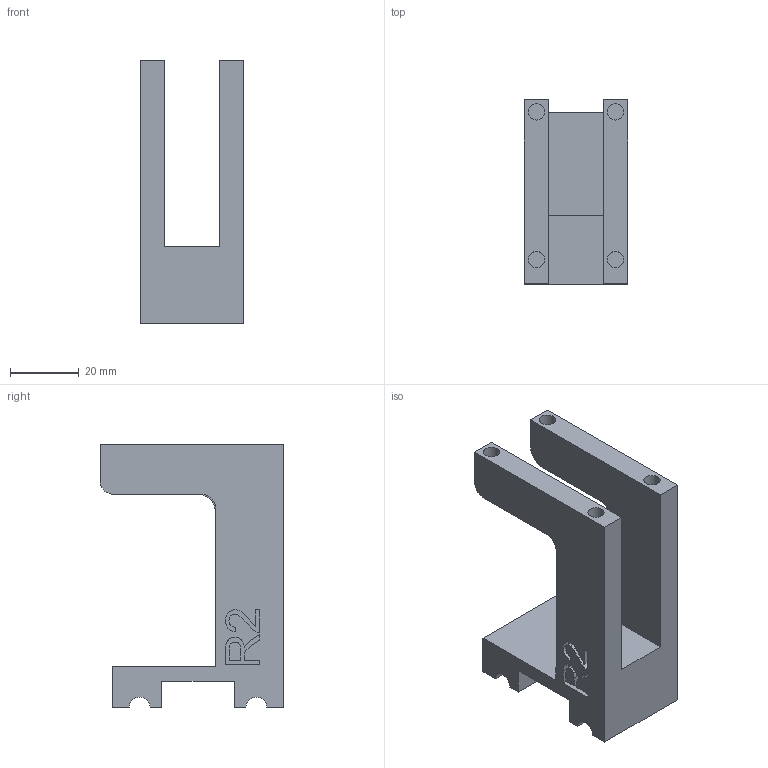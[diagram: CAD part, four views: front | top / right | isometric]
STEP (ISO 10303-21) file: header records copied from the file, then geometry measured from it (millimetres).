
FILE_DESCRIPTION(/* description */ (''),/* implementation_level */ '2;1');
FILE_NAME(/* name */ 'edge-spout-mounts.step',/* time_stamp */ '2025-07-29T13:26:44-04:00',/* author */ (''),/* organization */ (''),/* preprocessor_version */ 'ST-DEVELOPER v20.1',/* originating_system */ 'Autodesk Translation Framework v14.10.0.0',/* authorisation */ '');
FILE_SCHEMA (('AUTOMOTIVE_DESIGN { 1 0 10303 214 3 1 1 }'));
Length unit declared in the file: inch
Products named in the file (1): 2025-07-29-13-26-44-781
Bounding box: 30 x 53.5 x 76.5 mm (x, y, z)
Volume: 38646.2 mm3; surface area: 16512.7 mm2
Topology: 1 solids, 1 shells, 114 faces, 291 edges, 194 vertices
Faces by surface type: plane 58, bspline 34, cylinder 22
Full cylindrical faces by diameter (mm): 3 x4, 3.01 x4, 4.762 x4
Entity records: 3801 total; most frequent: CARTESIAN_POINT 1178, ORIENTED_EDGE 582, DIRECTION 429, EDGE_CURVE 291, VERTEX_POINT 194, LINE 179, VECTOR 179, EDGE_LOOP 129
